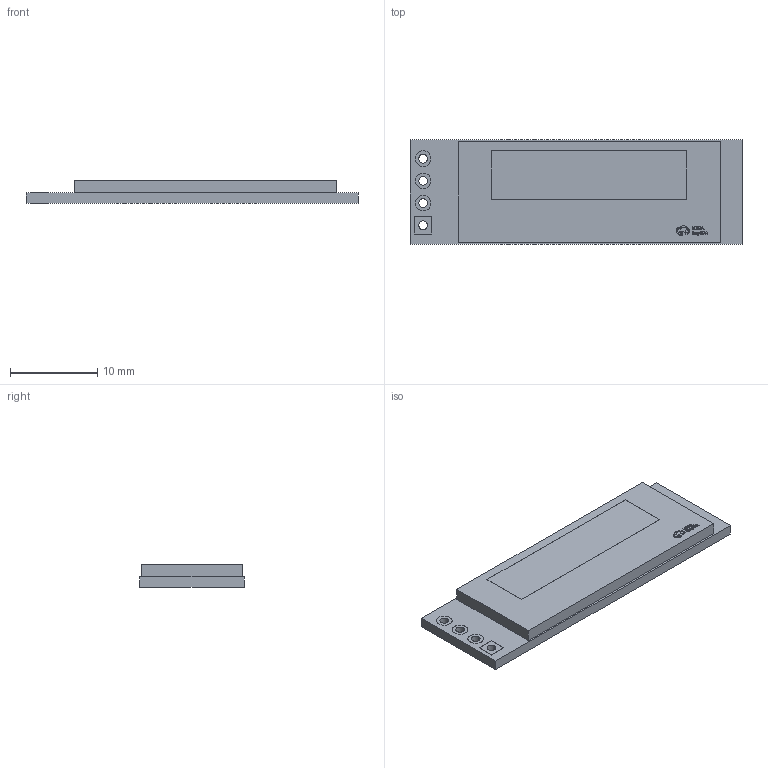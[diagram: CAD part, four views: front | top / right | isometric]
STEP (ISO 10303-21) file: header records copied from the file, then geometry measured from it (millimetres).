
FILE_DESCRIPTION (( 'STEP AP214' ), '1' );
FILE_NAME ('OLED-TH_L38.0-W12.0_HS91L02W2C01.STEP', '2023-12-17T07:09:16', ( '' ), ( '' ), 'SwSTEP 2.0', 'SolidWorks 2020', '' );
FILE_SCHEMA (( 'AUTOMOTIVE_DESIGN' ));
Length unit declared in the file: millimetre
Products named in the file (1): OLED-TH_L38.0-W12.0_HS91L02W2C01
Bounding box: 38 x 12 x 2.62 mm (x, y, z)
Volume: 1027.9 mm3; surface area: 1158.9 mm2
Topology: 1 solids, 1 shells, 276 faces, 735 edges, 490 vertices
Faces by surface type: plane 158, bspline 98, cylinder 20
Entity records: 12137 total; most frequent: CARTESIAN_POINT 2808, ORIENTED_EDGE 1470, DIRECTION 933, EDGE_CURVE 735, LINE 495, VECTOR 495, VERTEX_POINT 490, EDGE_LOOP 313
